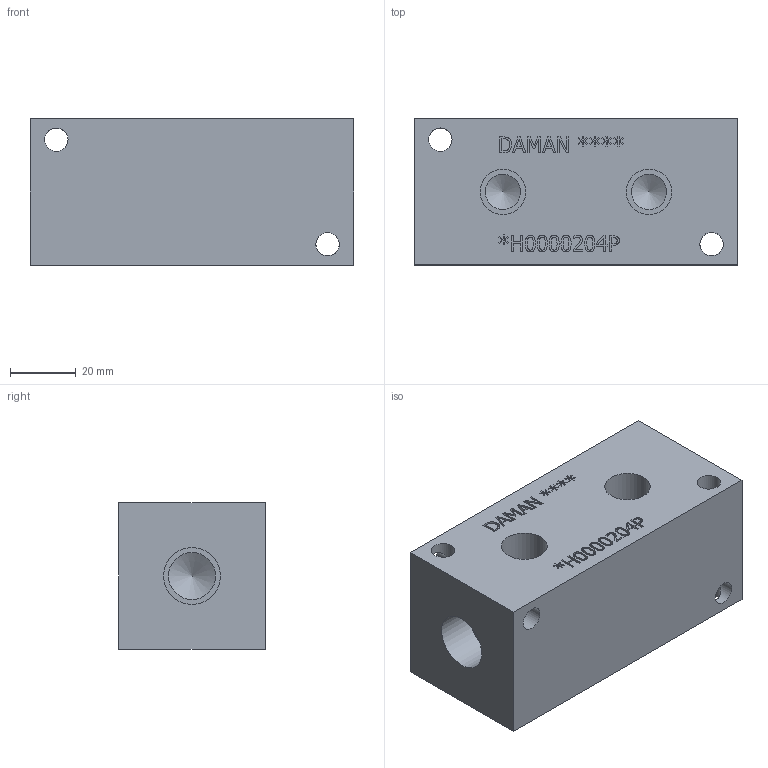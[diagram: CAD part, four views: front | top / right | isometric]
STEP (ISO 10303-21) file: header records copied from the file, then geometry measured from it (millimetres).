
FILE_DESCRIPTION(/* description */ (''),/* implementation_level */ '2;1');
FILE_NAME(/* name */ '_H0000204P.stp',/* time_stamp */ '2020-08-17T09:57:48-04:00',/* author */ ('alexanderw'),/* organization */ (''),/* preprocessor_version */ 'ST-DEVELOPER v17',/* originating_system */ 'Autodesk Inventor 2019',/* authorisation */ '');
FILE_SCHEMA (('AUTOMOTIVE_DESIGN { 1 0 10303 214 3 1 1 }'));
Length unit declared in the file: millimetre
Products named in the file (1): Part_+H0000204P_3D
Bounding box: 98.42 x 44.45 x 44.45 mm (x, y, z)
Volume: 177946.3 mm3; surface area: 27542.6 mm2
Topology: 1 solids, 1 shells, 327 faces, 888 edges, 592 vertices
Faces by surface type: plane 220, bspline 87, cylinder 16, cone 4
Full cylindrical faces by diameter (mm): 7.137 x8, 10.719 x2, 13.868 x2, 14.3 x2, 17.297 x2
Entity records: 10983 total; most frequent: CARTESIAN_POINT 2935, ORIENTED_EDGE 1768, DIRECTION 1240, EDGE_CURVE 884, LINE 662, VECTOR 662, VERTEX_POINT 592, EDGE_LOOP 372
